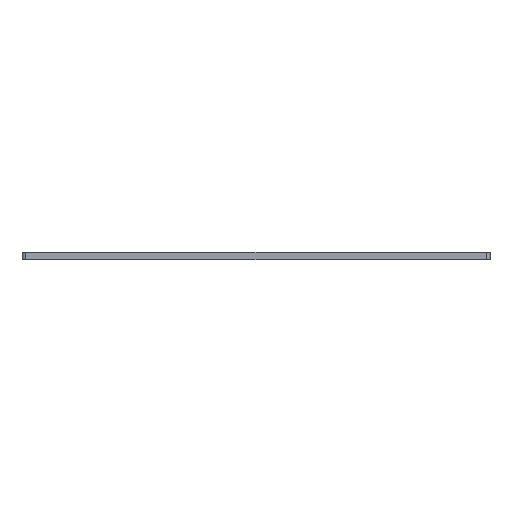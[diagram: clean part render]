
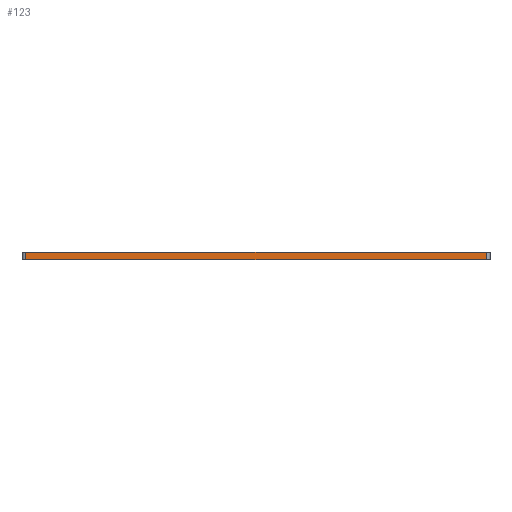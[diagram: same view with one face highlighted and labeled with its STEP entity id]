
A CAD part, front view. The second image highlights one B-rep face of the part: STEP entity #123.
In plain terms, the highlighted planar face has unit normal (0, -1, 0).
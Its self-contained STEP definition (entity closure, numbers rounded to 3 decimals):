
#26 = VECTOR ( 'NONE', #2286, 1000. ) ;
#84 = DIRECTION ( 'NONE',  ( 0., 0., -1. ) ) ;
#90 = VECTOR ( 'NONE', #1918, 1000. ) ;
#123 = ADVANCED_FACE ( 'NONE', ( #2020 ), #827, .F. ) ;
#163 = CARTESIAN_POINT ( 'NONE',  ( 123., -74., 0. ) ) ;
#171 = EDGE_CURVE ( 'NONE', #2166, #2679, #3752, .T. ) ;
#204 = CARTESIAN_POINT ( 'NONE',  ( -123., -74., 0. ) ) ;
#364 = ORIENTED_EDGE ( 'NONE', *, *, #2533, .T. ) ;
#458 = VECTOR ( 'NONE', #84, 1000. ) ;
#490 = ORIENTED_EDGE ( 'NONE', *, *, #171, .F. ) ;
#827 = PLANE ( 'NONE',  #2912 ) ;
#1918 = DIRECTION ( 'NONE',  ( 1., 0., 0. ) ) ;
#2002 = EDGE_LOOP ( 'NONE', ( #2455, #490, #3644, #364 ) ) ;
#2020 = FACE_OUTER_BOUND ( 'NONE', #2002, .T. ) ;
#2166 = VERTEX_POINT ( 'NONE', #2269 ) ;
#2269 = CARTESIAN_POINT ( 'NONE',  ( 123., -74., 4. ) ) ;
#2286 = DIRECTION ( 'NONE',  ( 1., 0., 0. ) ) ;
#2321 = VERTEX_POINT ( 'NONE', #4988 ) ;
#2455 = ORIENTED_EDGE ( 'NONE', *, *, #5259, .T. ) ;
#2533 = EDGE_CURVE ( 'NONE', #2321, #3884, #3541, .T. ) ;
#2679 = VERTEX_POINT ( 'NONE', #163 ) ;
#2714 = LINE ( 'NONE', #204, #90 ) ;
#2912 = AXIS2_PLACEMENT_3D ( 'NONE', #5404, #2918, #2944 ) ;
#2918 = DIRECTION ( 'NONE',  ( 0., 1., 0. ) ) ;
#2944 = DIRECTION ( 'NONE',  ( 0., 0., 1. ) ) ;
#3332 = CARTESIAN_POINT ( 'NONE',  ( 123., -74., 4. ) ) ;
#3541 = LINE ( 'NONE', #4368, #458 ) ;
#3644 = ORIENTED_EDGE ( 'NONE', *, *, #3849, .F. ) ;
#3752 = LINE ( 'NONE', #3332, #4062 ) ;
#3849 = EDGE_CURVE ( 'NONE', #2321, #2166, #4369, .T. ) ;
#3884 = VERTEX_POINT ( 'NONE', #3986 ) ;
#3986 = CARTESIAN_POINT ( 'NONE',  ( -123., -74., 0. ) ) ;
#4062 = VECTOR ( 'NONE', #5517, 1000. ) ;
#4368 = CARTESIAN_POINT ( 'NONE',  ( -123., -74., 4. ) ) ;
#4369 = LINE ( 'NONE', #4767, #26 ) ;
#4767 = CARTESIAN_POINT ( 'NONE',  ( -123., -74., 4. ) ) ;
#4988 = CARTESIAN_POINT ( 'NONE',  ( -123., -74., 4. ) ) ;
#5259 = EDGE_CURVE ( 'NONE', #3884, #2679, #2714, .T. ) ;
#5404 = CARTESIAN_POINT ( 'NONE',  ( -123., -74., 4. ) ) ;
#5517 = DIRECTION ( 'NONE',  ( 0., 0., -1. ) ) ;
